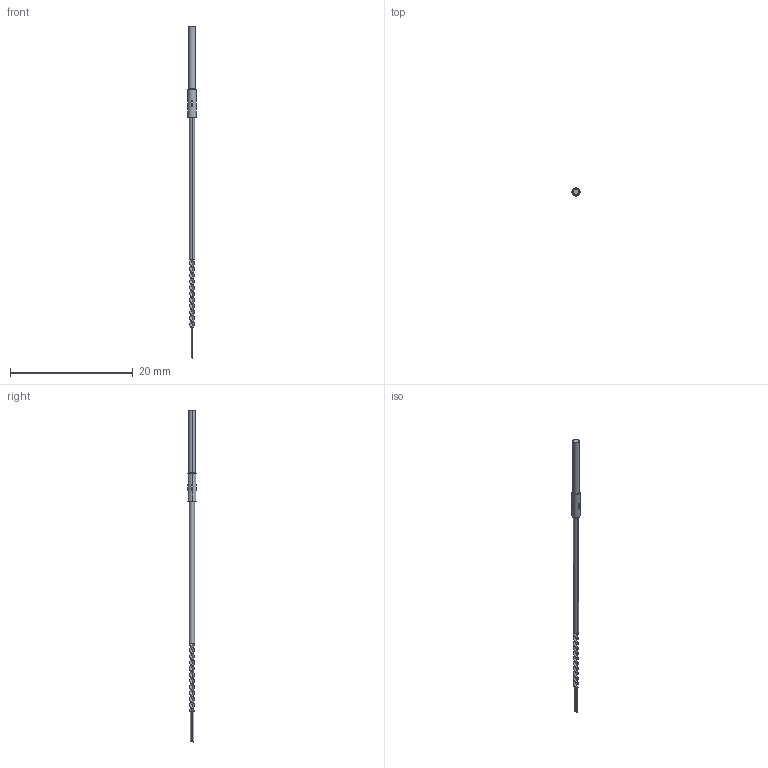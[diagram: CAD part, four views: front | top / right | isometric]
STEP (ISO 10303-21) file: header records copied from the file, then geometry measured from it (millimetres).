
FILE_DESCRIPTION (( 'STEP AP214' ), '1' );
FILE_NAME ('MOD-TS04-002.STEP', '2020-05-13T15:08:23', ( 'firstrun' ), ( 'Hewlett-Packard Company' ), 'SwSTEP 2.0', 'SolidWorks 2015', '' );
FILE_SCHEMA (( 'AUTOMOTIVE_DESIGN' ));
Length unit declared in the file: millimetre
Products named in the file (1): MOD-TS04-002
Bounding box: 1.35 x 1.35 x 54.2 mm (x, y, z)
Volume: 32 mm3; surface area: 156.9 mm2
Topology: 2 solids, 2 shells, 227 faces, 629 edges, 418 vertices
Faces by surface type: plane 111, cylinder 57, bspline 55, torus 2, cone 2
Entity records: 22480 total; most frequent: CARTESIAN_POINT 16878, ORIENTED_EDGE 1258, DIRECTION 958, EDGE_CURVE 629, VERTEX_POINT 418, AXIS2_PLACEMENT_3D 353, LINE 252, VECTOR 252
